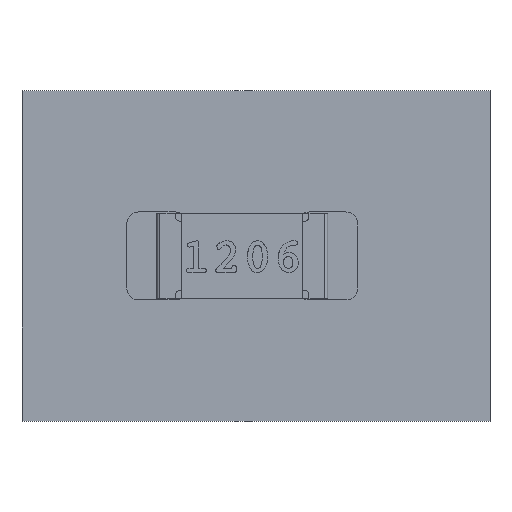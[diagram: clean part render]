
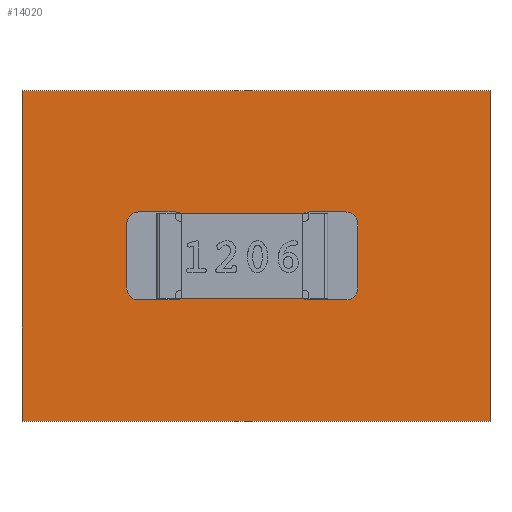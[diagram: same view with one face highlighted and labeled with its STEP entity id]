
A CAD part, top view. The second image highlights one B-rep face of the part: STEP entity #14020.
In plain terms, the highlighted planar face has unit normal (0, 0, 1).
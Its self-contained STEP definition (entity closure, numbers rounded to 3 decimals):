
#13706 = VERTEX_POINT('',#13707);
#13707 = CARTESIAN_POINT('',(145.5,-107.5,1.6));
#13714 = PLANE('',#13715);
#13715 = AXIS2_PLACEMENT_3D('',#13716,#13717,#13718);
#13716 = CARTESIAN_POINT('',(145.5,-107.5,0.));
#13717 = DIRECTION('',(0.,-1.,0.));
#13718 = DIRECTION('',(-1.,0.,0.));
#13726 = PLANE('',#13727);
#13727 = AXIS2_PLACEMENT_3D('',#13728,#13729,#13730);
#13728 = CARTESIAN_POINT('',(145.5,-101.5,0.));
#13729 = DIRECTION('',(1.,0.,-0.));
#13730 = DIRECTION('',(0.,-1.,0.));
#13738 = EDGE_CURVE('',#13706,#13739,#13741,.T.);
#13739 = VERTEX_POINT('',#13740);
#13740 = CARTESIAN_POINT('',(137.,-107.5,1.6));
#13741 = SURFACE_CURVE('',#13742,(#13746,#13753),.PCURVE_S1.);
#13742 = LINE('',#13743,#13744);
#13743 = CARTESIAN_POINT('',(145.5,-107.5,1.6));
#13744 = VECTOR('',#13745,1.);
#13745 = DIRECTION('',(-1.,0.,0.));
#13746 = PCURVE('',#13714,#13747);
#13747 = DEFINITIONAL_REPRESENTATION('',(#13748),#13752);
#13748 = LINE('',#13749,#13750);
#13749 = CARTESIAN_POINT('',(0.,-1.6));
#13750 = VECTOR('',#13751,1.);
#13751 = DIRECTION('',(1.,0.));
#13752 = ( GEOMETRIC_REPRESENTATION_CONTEXT(2) 
PARAMETRIC_REPRESENTATION_CONTEXT() REPRESENTATION_CONTEXT('2D SPACE',''
  ) );
#13753 = PCURVE('',#13754,#13759);
#13754 = PLANE('',#13755);
#13755 = AXIS2_PLACEMENT_3D('',#13756,#13757,#13758);
#13756 = CARTESIAN_POINT('',(141.25,-104.5,1.6));
#13757 = DIRECTION('',(-0.,-0.,-1.));
#13758 = DIRECTION('',(-1.,0.,0.));
#13759 = DEFINITIONAL_REPRESENTATION('',(#13760),#13764);
#13760 = LINE('',#13761,#13762);
#13761 = CARTESIAN_POINT('',(-4.25,-3.));
#13762 = VECTOR('',#13763,1.);
#13763 = DIRECTION('',(1.,0.));
#13764 = ( GEOMETRIC_REPRESENTATION_CONTEXT(2) 
PARAMETRIC_REPRESENTATION_CONTEXT() REPRESENTATION_CONTEXT('2D SPACE',''
  ) );
#13782 = PLANE('',#13783);
#13783 = AXIS2_PLACEMENT_3D('',#13784,#13785,#13786);
#13784 = CARTESIAN_POINT('',(137.,-107.5,0.));
#13785 = DIRECTION('',(-1.,0.,0.));
#13786 = DIRECTION('',(0.,1.,0.));
#13824 = EDGE_CURVE('',#13739,#13825,#13827,.T.);
#13825 = VERTEX_POINT('',#13826);
#13826 = CARTESIAN_POINT('',(137.,-101.5,1.6));
#13827 = SURFACE_CURVE('',#13828,(#13832,#13839),.PCURVE_S1.);
#13828 = LINE('',#13829,#13830);
#13829 = CARTESIAN_POINT('',(137.,-107.5,1.6));
#13830 = VECTOR('',#13831,1.);
#13831 = DIRECTION('',(0.,1.,0.));
#13832 = PCURVE('',#13782,#13833);
#13833 = DEFINITIONAL_REPRESENTATION('',(#13834),#13838);
#13834 = LINE('',#13835,#13836);
#13835 = CARTESIAN_POINT('',(0.,-1.6));
#13836 = VECTOR('',#13837,1.);
#13837 = DIRECTION('',(1.,0.));
#13838 = ( GEOMETRIC_REPRESENTATION_CONTEXT(2) 
PARAMETRIC_REPRESENTATION_CONTEXT() REPRESENTATION_CONTEXT('2D SPACE',''
  ) );
#13839 = PCURVE('',#13754,#13840);
#13840 = DEFINITIONAL_REPRESENTATION('',(#13841),#13845);
#13841 = LINE('',#13842,#13843);
#13842 = CARTESIAN_POINT('',(4.25,-3.));
#13843 = VECTOR('',#13844,1.);
#13844 = DIRECTION('',(0.,1.));
#13845 = ( GEOMETRIC_REPRESENTATION_CONTEXT(2) 
PARAMETRIC_REPRESENTATION_CONTEXT() REPRESENTATION_CONTEXT('2D SPACE',''
  ) );
#13863 = PLANE('',#13864);
#13864 = AXIS2_PLACEMENT_3D('',#13865,#13866,#13867);
#13865 = CARTESIAN_POINT('',(137.,-101.5,0.));
#13866 = DIRECTION('',(0.,1.,0.));
#13867 = DIRECTION('',(1.,0.,0.));
#13900 = EDGE_CURVE('',#13825,#13901,#13903,.T.);
#13901 = VERTEX_POINT('',#13902);
#13902 = CARTESIAN_POINT('',(145.5,-101.5,1.6));
#13903 = SURFACE_CURVE('',#13904,(#13908,#13915),.PCURVE_S1.);
#13904 = LINE('',#13905,#13906);
#13905 = CARTESIAN_POINT('',(137.,-101.5,1.6));
#13906 = VECTOR('',#13907,1.);
#13907 = DIRECTION('',(1.,0.,0.));
#13908 = PCURVE('',#13863,#13909);
#13909 = DEFINITIONAL_REPRESENTATION('',(#13910),#13914);
#13910 = LINE('',#13911,#13912);
#13911 = CARTESIAN_POINT('',(0.,-1.6));
#13912 = VECTOR('',#13913,1.);
#13913 = DIRECTION('',(1.,0.));
#13914 = ( GEOMETRIC_REPRESENTATION_CONTEXT(2) 
PARAMETRIC_REPRESENTATION_CONTEXT() REPRESENTATION_CONTEXT('2D SPACE',''
  ) );
#13915 = PCURVE('',#13754,#13916);
#13916 = DEFINITIONAL_REPRESENTATION('',(#13917),#13921);
#13917 = LINE('',#13918,#13919);
#13918 = CARTESIAN_POINT('',(4.25,3.));
#13919 = VECTOR('',#13920,1.);
#13920 = DIRECTION('',(-1.,0.));
#13921 = ( GEOMETRIC_REPRESENTATION_CONTEXT(2) 
PARAMETRIC_REPRESENTATION_CONTEXT() REPRESENTATION_CONTEXT('2D SPACE',''
  ) );
#13971 = EDGE_CURVE('',#13901,#13706,#13972,.T.);
#13972 = SURFACE_CURVE('',#13973,(#13977,#13984),.PCURVE_S1.);
#13973 = LINE('',#13974,#13975);
#13974 = CARTESIAN_POINT('',(145.5,-101.5,1.6));
#13975 = VECTOR('',#13976,1.);
#13976 = DIRECTION('',(0.,-1.,0.));
#13977 = PCURVE('',#13726,#13978);
#13978 = DEFINITIONAL_REPRESENTATION('',(#13979),#13983);
#13979 = LINE('',#13980,#13981);
#13980 = CARTESIAN_POINT('',(0.,-1.6));
#13981 = VECTOR('',#13982,1.);
#13982 = DIRECTION('',(1.,0.));
#13983 = ( GEOMETRIC_REPRESENTATION_CONTEXT(2) 
PARAMETRIC_REPRESENTATION_CONTEXT() REPRESENTATION_CONTEXT('2D SPACE',''
  ) );
#13984 = PCURVE('',#13754,#13985);
#13985 = DEFINITIONAL_REPRESENTATION('',(#13986),#13990);
#13986 = LINE('',#13987,#13988);
#13987 = CARTESIAN_POINT('',(-4.25,3.));
#13988 = VECTOR('',#13989,1.);
#13989 = DIRECTION('',(0.,-1.));
#13990 = ( GEOMETRIC_REPRESENTATION_CONTEXT(2) 
PARAMETRIC_REPRESENTATION_CONTEXT() REPRESENTATION_CONTEXT('2D SPACE',''
  ) );
#14020 = ADVANCED_FACE('',(#14021),#13754,.F.);
#14021 = FACE_BOUND('',#14022,.F.);
#14022 = EDGE_LOOP('',(#14023,#14024,#14025,#14026));
#14023 = ORIENTED_EDGE('',*,*,#13738,.T.);
#14024 = ORIENTED_EDGE('',*,*,#13824,.T.);
#14025 = ORIENTED_EDGE('',*,*,#13900,.T.);
#14026 = ORIENTED_EDGE('',*,*,#13971,.T.);
